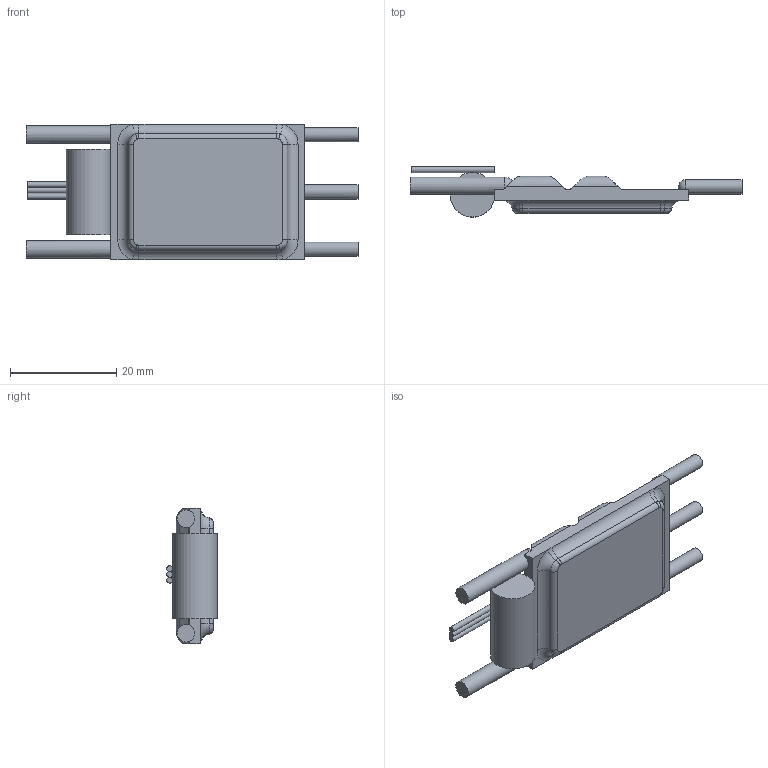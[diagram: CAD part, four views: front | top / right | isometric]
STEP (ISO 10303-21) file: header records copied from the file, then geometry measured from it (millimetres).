
FILE_DESCRIPTION((''),'2;1');
FILE_NAME('Fahrtregler.stp','2013-12-28T14:43:10',('Cookie'),(''),'Autodesk Inventor 2013','Autodesk Inventor 2013','');
FILE_SCHEMA(('AUTOMOTIVE_DESIGN { 1 0 10303 214 1 1 1 1 }'));
Length unit declared in the file: millimetre
Products named in the file (1): Fahrtregler
Bounding box: 62.6 x 9.5 x 25.6 mm (x, y, z)
Volume: 5443.2 mm3; surface area: 3709.2 mm2
Topology: 2 solids, 2 shells, 106 faces, 262 edges, 154 vertices
Faces by surface type: cylinder 43, plane 34, bspline 12, sphere 9, torus 8
Full cylindrical faces by diameter (mm): 1.1 x2, 2.7 x3, 3.3 x2, 8.4 x1
Entity records: 3239 total; most frequent: CARTESIAN_POINT 833, DIRECTION 513, ORIENTED_EDGE 478, EDGE_CURVE 239, AXIS2_PLACEMENT_3D 203, VERTEX_POINT 143, EDGE_LOOP 112, VECTOR 107
